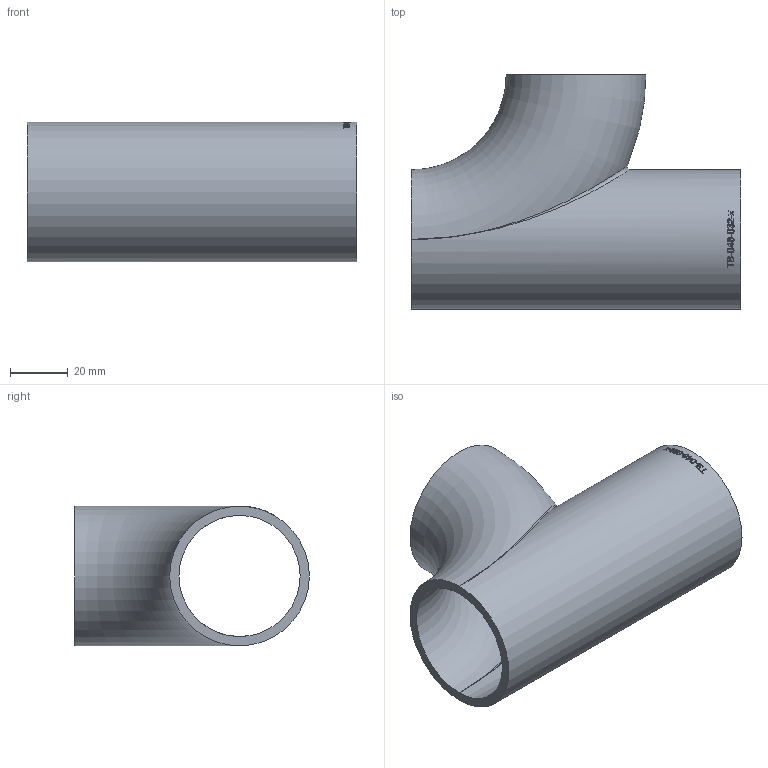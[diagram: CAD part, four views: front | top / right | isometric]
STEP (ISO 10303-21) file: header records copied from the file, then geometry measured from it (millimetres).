
FILE_DESCRIPTION (( 'STEP AP214' ), '1' );
FILE_NAME ('TB-048-032-x T-Bogen 2005.STEP', '2020-05-18T10:47:18', ( '' ), ( '' ), 'SwSTEP 2.0', 'SolidWorks 2019', '' );
FILE_SCHEMA (( 'AUTOMOTIVE_DESIGN' ));
Length unit declared in the file: millimetre
Products named in the file (1): TB-048-032-x T-Bogen 2005
Bounding box: 114 x 81.15 x 48.3 mm (x, y, z)
Volume: 64919.6 mm3; surface area: 41949.7 mm2
Topology: 1 solids, 1 shells, 163 faces, 429 edges, 281 vertices
Faces by surface type: bspline 89, plane 51, cylinder 21, torus 2
Full cylindrical faces by diameter (mm): 41.9 x1, 48.3 x1
Entity records: 17409 total; most frequent: CARTESIAN_POINT 12551, ORIENTED_EDGE 828, EDGE_CURVE 414, DIRECTION 356, VERTEX_POINT 276, B_SPLINE_CURVE_WITH_KNOTS 272, EDGE_LOOP 188, FACE_OUTER_BOUND 166
